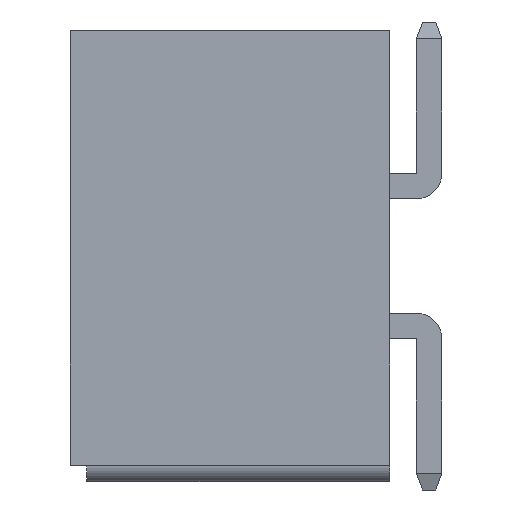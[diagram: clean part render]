
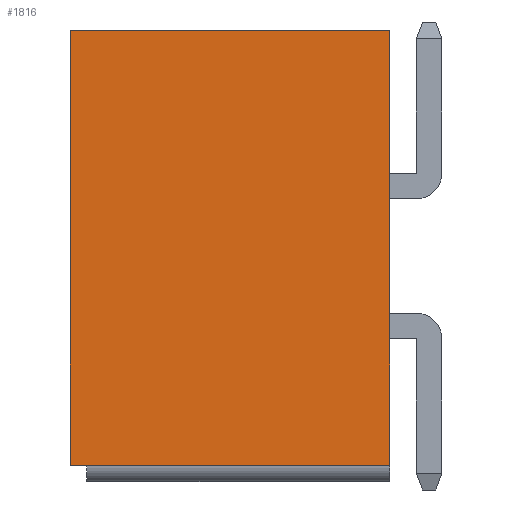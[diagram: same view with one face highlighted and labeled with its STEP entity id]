
A CAD part, left-side view. The second image highlights one B-rep face of the part: STEP entity #1816.
In plain terms, the highlighted planar face has unit normal (-1, 0, 0).
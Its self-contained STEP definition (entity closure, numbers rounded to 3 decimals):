
#220 = EDGE_CURVE ( 'NONE', #13643, #12114, #6027, .T. ) ;
#1816 = ADVANCED_FACE ( 'NONE', ( #14153 ), #15988, .T. ) ;
#2063 = DIRECTION ( 'NONE',  ( 0., 1., 0. ) ) ;
#3270 = CARTESIAN_POINT ( 'NONE',  ( -10.36, 0.95, -3.8 ) ) ;
#3314 = EDGE_CURVE ( 'NONE', #13643, #6976, #16631, .T. ) ;
#3559 = CARTESIAN_POINT ( 'NONE',  ( -10.36, 6.75, -3.8 ) ) ;
#3747 = ORIENTED_EDGE ( 'NONE', *, *, #3314, .T. ) ;
#4345 = VECTOR ( 'NONE', #19941, 1000. ) ;
#4380 = CARTESIAN_POINT ( 'NONE',  ( -10.36, 0.95, -3.8 ) ) ;
#6027 = LINE ( 'NONE', #9550, #6820 ) ;
#6516 = CARTESIAN_POINT ( 'NONE',  ( -10.36, 0.95, 4.1 ) ) ;
#6820 = VECTOR ( 'NONE', #19687, 1000. ) ;
#6976 = VERTEX_POINT ( 'NONE', #6516 ) ;
#7074 = CARTESIAN_POINT ( 'NONE',  ( -10.36, 0.95, 4.1 ) ) ;
#7280 = VERTEX_POINT ( 'NONE', #12774 ) ;
#7547 = VECTOR ( 'NONE', #14624, 1000. ) ;
#8118 = CARTESIAN_POINT ( 'NONE',  ( -10.36, 0.95, -3.8 ) ) ;
#8579 = ORIENTED_EDGE ( 'NONE', *, *, #19816, .T. ) ;
#9550 = CARTESIAN_POINT ( 'NONE',  ( -10.36, 0.95, -3.8 ) ) ;
#9743 = CARTESIAN_POINT ( 'NONE',  ( -10.36, 6.75, -3.8 ) ) ;
#11779 = VECTOR ( 'NONE', #2063, 1000. ) ;
#12114 = VERTEX_POINT ( 'NONE', #3559 ) ;
#12774 = CARTESIAN_POINT ( 'NONE',  ( -10.36, 6.75, 4.1 ) ) ;
#13643 = VERTEX_POINT ( 'NONE', #3270 ) ;
#14099 = AXIS2_PLACEMENT_3D ( 'NONE', #4380, #15847, #17688 ) ;
#14153 = FACE_OUTER_BOUND ( 'NONE', #19880, .T. ) ;
#14624 = DIRECTION ( 'NONE',  ( 0., 0., 1. ) ) ;
#15847 = DIRECTION ( 'NONE',  ( -1., 0., 0. ) ) ;
#15988 = PLANE ( 'NONE',  #14099 ) ;
#16631 = LINE ( 'NONE', #8118, #4345 ) ;
#17688 = DIRECTION ( 'NONE',  ( 0., 0., 1. ) ) ;
#19687 = DIRECTION ( 'NONE',  ( 0., 1., 0. ) ) ;
#19816 = EDGE_CURVE ( 'NONE', #6976, #7280, #20717, .T. ) ;
#19880 = EDGE_LOOP ( 'NONE', ( #20252, #20098, #3747, #8579 ) ) ;
#19941 = DIRECTION ( 'NONE',  ( 0., 0., 1. ) ) ;
#20098 = ORIENTED_EDGE ( 'NONE', *, *, #220, .F. ) ;
#20132 = EDGE_CURVE ( 'NONE', #12114, #7280, #21495, .T. ) ;
#20252 = ORIENTED_EDGE ( 'NONE', *, *, #20132, .F. ) ;
#20717 = LINE ( 'NONE', #7074, #11779 ) ;
#21495 = LINE ( 'NONE', #9743, #7547 ) ;
